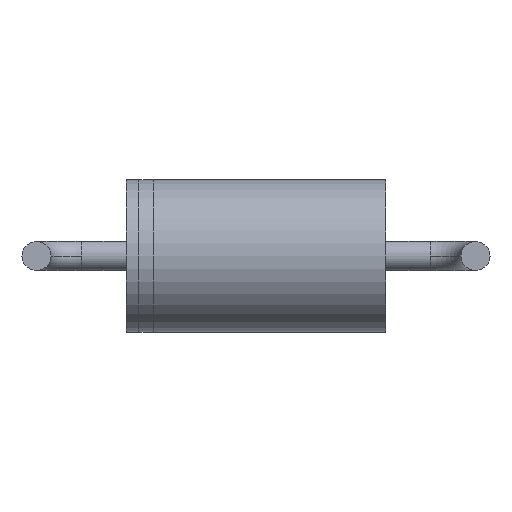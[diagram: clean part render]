
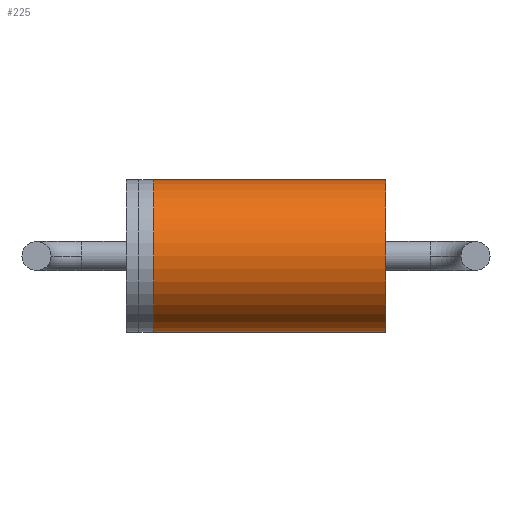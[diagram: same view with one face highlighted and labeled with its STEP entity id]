
A CAD part, front view. The second image highlights one B-rep face of the part: STEP entity #225.
In plain terms, the highlighted cylindrical face has radius 2.65 mm (diameter 5.3 mm), a partial arc.
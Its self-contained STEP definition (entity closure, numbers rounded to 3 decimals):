
#14 = DIRECTION ( 'NONE',  ( -1., 0., 0. ) ) ;
#16 = LINE ( 'NONE', #31, #283 ) ;
#31 = CARTESIAN_POINT ( 'NONE',  ( -4.5, 2.65, 2.65 ) ) ;
#32 = CARTESIAN_POINT ( 'NONE',  ( 4.5, 2.65, 2.65 ) ) ;
#61 = VERTEX_POINT ( 'NONE', #524 ) ;
#116 = EDGE_CURVE ( 'NONE', #357, #61, #221, .T. ) ;
#135 = CARTESIAN_POINT ( 'NONE',  ( -4.5, 2.65, 0. ) ) ;
#172 = VERTEX_POINT ( 'NONE', #32 ) ;
#193 = VERTEX_POINT ( 'NONE', #862 ) ;
#196 = EDGE_LOOP ( 'NONE', ( #573, #430, #420, #558 ) ) ;
#221 = CIRCLE ( 'NONE', #656, 2.65 ) ;
#225 = ADVANCED_FACE ( 'NONE', ( #897 ), #595, .T. ) ;
#237 = EDGE_CURVE ( 'NONE', #193, #357, #565, .T. ) ;
#283 = VECTOR ( 'NONE', #863, 1000. ) ;
#285 = DIRECTION ( 'NONE',  ( 0., 0., 1. ) ) ;
#357 = VERTEX_POINT ( 'NONE', #699 ) ;
#420 = ORIENTED_EDGE ( 'NONE', *, *, #471, .T. ) ;
#430 = ORIENTED_EDGE ( 'NONE', *, *, #724, .T. ) ;
#436 = AXIS2_PLACEMENT_3D ( 'NONE', #701, #691, #622 ) ;
#448 = CARTESIAN_POINT ( 'NONE',  ( -3.558, 2.65, 0. ) ) ;
#471 = EDGE_CURVE ( 'NONE', #172, #61, #16, .T. ) ;
#499 = DIRECTION ( 'NONE',  ( 0., 0., 1. ) ) ;
#524 = CARTESIAN_POINT ( 'NONE',  ( -3.558, 2.65, 2.65 ) ) ;
#558 = ORIENTED_EDGE ( 'NONE', *, *, #116, .F. ) ;
#565 = LINE ( 'NONE', #738, #568 ) ;
#568 = VECTOR ( 'NONE', #655, 1000. ) ;
#573 = ORIENTED_EDGE ( 'NONE', *, *, #237, .F. ) ;
#595 = CYLINDRICAL_SURFACE ( 'NONE', #722, 2.65 ) ;
#622 = DIRECTION ( 'NONE',  ( 0., 0., 1. ) ) ;
#635 = CIRCLE ( 'NONE', #436, 2.65 ) ;
#655 = DIRECTION ( 'NONE',  ( -1., 0., 0. ) ) ;
#656 = AXIS2_PLACEMENT_3D ( 'NONE', #448, #803, #285 ) ;
#691 = DIRECTION ( 'NONE',  ( -1., 0., 0. ) ) ;
#699 = CARTESIAN_POINT ( 'NONE',  ( -3.558, 2.65, -2.65 ) ) ;
#701 = CARTESIAN_POINT ( 'NONE',  ( 4.5, 2.65, 0. ) ) ;
#722 = AXIS2_PLACEMENT_3D ( 'NONE', #135, #14, #499 ) ;
#724 = EDGE_CURVE ( 'NONE', #193, #172, #635, .T. ) ;
#738 = CARTESIAN_POINT ( 'NONE',  ( -4.5, 2.65, -2.65 ) ) ;
#803 = DIRECTION ( 'NONE',  ( -1., 0., 0. ) ) ;
#862 = CARTESIAN_POINT ( 'NONE',  ( 4.5, 2.65, -2.65 ) ) ;
#863 = DIRECTION ( 'NONE',  ( -1., 0., 0. ) ) ;
#897 = FACE_OUTER_BOUND ( 'NONE', #196, .T. ) ;
